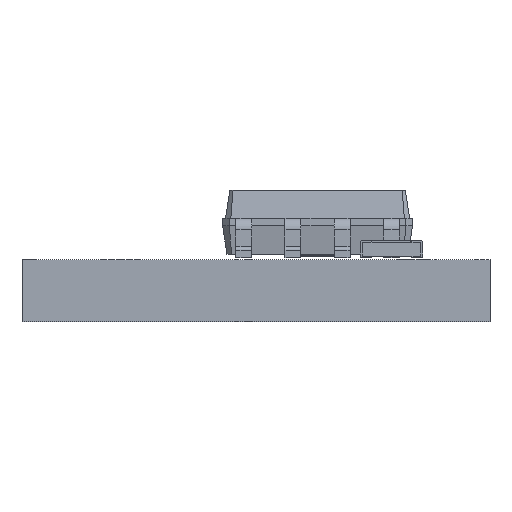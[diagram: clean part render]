
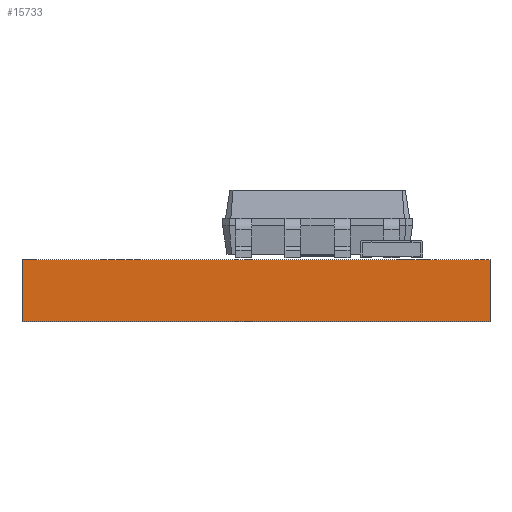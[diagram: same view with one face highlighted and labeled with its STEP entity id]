
A CAD part, front view. The second image highlights one B-rep face of the part: STEP entity #15733.
In plain terms, the highlighted planar face has unit normal (0, -1, 0).
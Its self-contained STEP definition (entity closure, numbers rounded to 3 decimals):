
#13586 = VERTEX_POINT('',#13587);
#13587 = CARTESIAN_POINT('',(101.6,-78.105,0.));
#13596 = PLANE('',#13597);
#13597 = AXIS2_PLACEMENT_3D('',#13598,#13599,#13600);
#13598 = CARTESIAN_POINT('',(101.6,-78.105,0.));
#13599 = DIRECTION('',(-1.,0.,0.));
#13600 = DIRECTION('',(0.,1.,0.));
#13608 = PLANE('',#13609);
#13609 = AXIS2_PLACEMENT_3D('',#13610,#13611,#13612);
#13610 = CARTESIAN_POINT('',(107.633,-69.533,0.));
#13611 = DIRECTION('',(-0.,-0.,-1.));
#13612 = DIRECTION('',(-1.,0.,0.));
#13620 = EDGE_CURVE('',#13586,#13621,#13623,.T.);
#13621 = VERTEX_POINT('',#13622);
#13622 = CARTESIAN_POINT('',(101.6,-78.105,1.6));
#13623 = SURFACE_CURVE('',#13624,(#13628,#13635),.PCURVE_S1.);
#13624 = LINE('',#13625,#13626);
#13625 = CARTESIAN_POINT('',(101.6,-78.105,0.));
#13626 = VECTOR('',#13627,1.);
#13627 = DIRECTION('',(0.,0.,1.));
#13628 = PCURVE('',#13596,#13629);
#13629 = DEFINITIONAL_REPRESENTATION('',(#13630),#13634);
#13630 = LINE('',#13631,#13632);
#13631 = CARTESIAN_POINT('',(0.,0.));
#13632 = VECTOR('',#13633,1.);
#13633 = DIRECTION('',(0.,-1.));
#13634 = ( GEOMETRIC_REPRESENTATION_CONTEXT(2) 
PARAMETRIC_REPRESENTATION_CONTEXT() REPRESENTATION_CONTEXT('2D SPACE',''
  ) );
#13635 = PCURVE('',#13636,#13641);
#13636 = PLANE('',#13637);
#13637 = AXIS2_PLACEMENT_3D('',#13638,#13639,#13640);
#13638 = CARTESIAN_POINT('',(113.665,-78.105,0.));
#13639 = DIRECTION('',(0.,-1.,0.));
#13640 = DIRECTION('',(-1.,0.,0.));
#13641 = DEFINITIONAL_REPRESENTATION('',(#13642),#13646);
#13642 = LINE('',#13643,#13644);
#13643 = CARTESIAN_POINT('',(12.065,0.));
#13644 = VECTOR('',#13645,1.);
#13645 = DIRECTION('',(0.,-1.));
#13646 = ( GEOMETRIC_REPRESENTATION_CONTEXT(2) 
PARAMETRIC_REPRESENTATION_CONTEXT() REPRESENTATION_CONTEXT('2D SPACE',''
  ) );
#13664 = PLANE('',#13665);
#13665 = AXIS2_PLACEMENT_3D('',#13666,#13667,#13668);
#13666 = CARTESIAN_POINT('',(107.633,-69.533,1.6));
#13667 = DIRECTION('',(-0.,-0.,-1.));
#13668 = DIRECTION('',(-1.,0.,0.));
#13703 = EDGE_CURVE('',#13704,#13586,#13706,.T.);
#13704 = VERTEX_POINT('',#13705);
#13705 = CARTESIAN_POINT('',(113.665,-78.105,0.));
#13706 = SURFACE_CURVE('',#13707,(#13711,#13718),.PCURVE_S1.);
#13707 = LINE('',#13708,#13709);
#13708 = CARTESIAN_POINT('',(113.665,-78.105,0.));
#13709 = VECTOR('',#13710,1.);
#13710 = DIRECTION('',(-1.,0.,0.));
#13711 = PCURVE('',#13608,#13712);
#13712 = DEFINITIONAL_REPRESENTATION('',(#13713),#13717);
#13713 = LINE('',#13714,#13715);
#13714 = CARTESIAN_POINT('',(-6.033,-8.573));
#13715 = VECTOR('',#13716,1.);
#13716 = DIRECTION('',(1.,0.));
#13717 = ( GEOMETRIC_REPRESENTATION_CONTEXT(2) 
PARAMETRIC_REPRESENTATION_CONTEXT() REPRESENTATION_CONTEXT('2D SPACE',''
  ) );
#13718 = PCURVE('',#13636,#13719);
#13719 = DEFINITIONAL_REPRESENTATION('',(#13720),#13724);
#13720 = LINE('',#13721,#13722);
#13721 = CARTESIAN_POINT('',(0.,-0.));
#13722 = VECTOR('',#13723,1.);
#13723 = DIRECTION('',(1.,0.));
#13724 = ( GEOMETRIC_REPRESENTATION_CONTEXT(2) 
PARAMETRIC_REPRESENTATION_CONTEXT() REPRESENTATION_CONTEXT('2D SPACE',''
  ) );
#14529 = PLANE('',#14530);
#14530 = AXIS2_PLACEMENT_3D('',#14531,#14532,#14533);
#14531 = CARTESIAN_POINT('',(113.665,-64.77,0.));
#14532 = DIRECTION('',(1.,0.,-0.));
#14533 = DIRECTION('',(0.,-1.,0.));
#14843 = EDGE_CURVE('',#14844,#13621,#14846,.T.);
#14844 = VERTEX_POINT('',#14845);
#14845 = CARTESIAN_POINT('',(113.665,-78.105,1.6));
#14846 = SURFACE_CURVE('',#14847,(#14851,#14858),.PCURVE_S1.);
#14847 = LINE('',#14848,#14849);
#14848 = CARTESIAN_POINT('',(113.665,-78.105,1.6));
#14849 = VECTOR('',#14850,1.);
#14850 = DIRECTION('',(-1.,0.,0.));
#14851 = PCURVE('',#13664,#14852);
#14852 = DEFINITIONAL_REPRESENTATION('',(#14853),#14857);
#14853 = LINE('',#14854,#14855);
#14854 = CARTESIAN_POINT('',(-6.033,-8.573));
#14855 = VECTOR('',#14856,1.);
#14856 = DIRECTION('',(1.,0.));
#14857 = ( GEOMETRIC_REPRESENTATION_CONTEXT(2) 
PARAMETRIC_REPRESENTATION_CONTEXT() REPRESENTATION_CONTEXT('2D SPACE',''
  ) );
#14858 = PCURVE('',#13636,#14859);
#14859 = DEFINITIONAL_REPRESENTATION('',(#14860),#14864);
#14860 = LINE('',#14861,#14862);
#14861 = CARTESIAN_POINT('',(0.,-1.6));
#14862 = VECTOR('',#14863,1.);
#14863 = DIRECTION('',(1.,0.));
#14864 = ( GEOMETRIC_REPRESENTATION_CONTEXT(2) 
PARAMETRIC_REPRESENTATION_CONTEXT() REPRESENTATION_CONTEXT('2D SPACE',''
  ) );
#15733 = ADVANCED_FACE('',(#15734),#13636,.T.);
#15734 = FACE_BOUND('',#15735,.T.);
#15735 = EDGE_LOOP('',(#15736,#15757,#15758,#15759));
#15736 = ORIENTED_EDGE('',*,*,#15737,.T.);
#15737 = EDGE_CURVE('',#13704,#14844,#15738,.T.);
#15738 = SURFACE_CURVE('',#15739,(#15743,#15750),.PCURVE_S1.);
#15739 = LINE('',#15740,#15741);
#15740 = CARTESIAN_POINT('',(113.665,-78.105,0.));
#15741 = VECTOR('',#15742,1.);
#15742 = DIRECTION('',(0.,0.,1.));
#15743 = PCURVE('',#13636,#15744);
#15744 = DEFINITIONAL_REPRESENTATION('',(#15745),#15749);
#15745 = LINE('',#15746,#15747);
#15746 = CARTESIAN_POINT('',(0.,-0.));
#15747 = VECTOR('',#15748,1.);
#15748 = DIRECTION('',(0.,-1.));
#15749 = ( GEOMETRIC_REPRESENTATION_CONTEXT(2) 
PARAMETRIC_REPRESENTATION_CONTEXT() REPRESENTATION_CONTEXT('2D SPACE',''
  ) );
#15750 = PCURVE('',#14529,#15751);
#15751 = DEFINITIONAL_REPRESENTATION('',(#15752),#15756);
#15752 = LINE('',#15753,#15754);
#15753 = CARTESIAN_POINT('',(13.335,0.));
#15754 = VECTOR('',#15755,1.);
#15755 = DIRECTION('',(0.,-1.));
#15756 = ( GEOMETRIC_REPRESENTATION_CONTEXT(2) 
PARAMETRIC_REPRESENTATION_CONTEXT() REPRESENTATION_CONTEXT('2D SPACE',''
  ) );
#15757 = ORIENTED_EDGE('',*,*,#14843,.T.);
#15758 = ORIENTED_EDGE('',*,*,#13620,.F.);
#15759 = ORIENTED_EDGE('',*,*,#13703,.F.);
